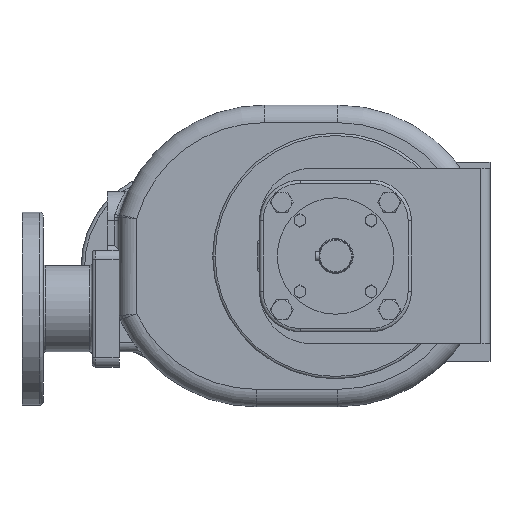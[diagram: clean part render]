
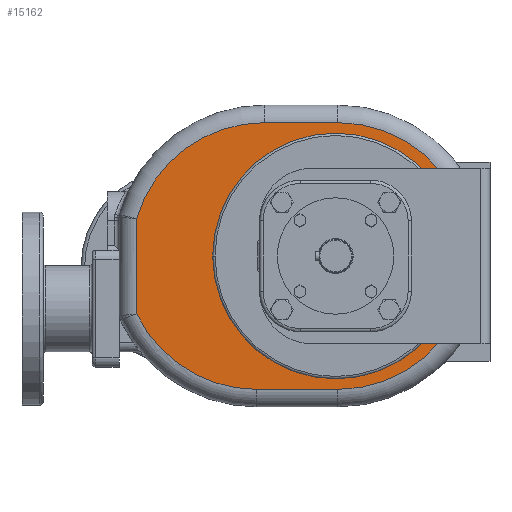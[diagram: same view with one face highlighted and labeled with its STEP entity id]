
A CAD part, left-side view. The second image highlights one B-rep face of the part: STEP entity #15162.
In plain terms, the highlighted planar face has unit normal (-1, 0, 0).
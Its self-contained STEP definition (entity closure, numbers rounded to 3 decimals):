
#1066=CARTESIAN_POINT('',(206.5,0.,0.));
#1067=DIRECTION('',(-1.,0.,0.));
#1068=DIRECTION('',(0.,0.,-1.));
#1069=AXIS2_PLACEMENT_3D('',#1066,#1067,#1068);
#1081=DIRECTION('',(0.,0.,-1.));
#1082=VECTOR('',#1081,81.441);
#1083=CARTESIAN_POINT('',(206.5,170.,32.012));
#1084=LINE('',#1083,#1082);
#1085=CARTESIAN_POINT('',(206.5,60.587,0.));
#1086=DIRECTION('',(-1.,0.,0.));
#1087=DIRECTION('',(0.,0.,1.));
#1088=AXIS2_PLACEMENT_3D('',#1085,#1086,#1087);
#1090=DIRECTION('',(0.,1.,0.));
#1091=VECTOR('',#1090,62.587);
#1092=CARTESIAN_POINT('',(206.5,-2.,114.));
#1093=LINE('',#1092,#1091);
#1094=CARTESIAN_POINT('',(206.5,-2.,0.));
#1095=DIRECTION('',(-1.,0.,0.));
#1096=DIRECTION('',(0.,0.,-1.));
#1097=AXIS2_PLACEMENT_3D('',#1094,#1095,#1096);
#1099=DIRECTION('',(0.,-1.,0.));
#1100=VECTOR('',#1099,69.273);
#1101=CARTESIAN_POINT('',(206.5,67.273,-114.));
#1102=LINE('',#1101,#1100);
#1103=CARTESIAN_POINT('',(206.5,67.273,0.));
#1104=DIRECTION('',(-1.,0.,0.));
#1105=DIRECTION('',(0.,0.901,-0.434));
#1106=AXIS2_PLACEMENT_3D('',#1103,#1104,#1105);
#4704=CARTESIAN_POINT('',(206.5,0.,0.));
#4705=DIRECTION('',(-1.,0.,0.));
#4706=DIRECTION('',(0.,0.,1.));
#4707=AXIS2_PLACEMENT_3D('',#4704,#4705,#4706);
#14089=CARTESIAN_POINT('',(206.5,170.,32.012));
#14090=CARTESIAN_POINT('',(206.5,170.,-49.428));
#14091=VERTEX_POINT('',#14089);
#14092=VERTEX_POINT('',#14090);
#14093=CARTESIAN_POINT('',(206.5,67.273,-114.));
#14094=VERTEX_POINT('',#14093);
#14099=CARTESIAN_POINT('',(206.5,-2.,-114.));
#14100=VERTEX_POINT('',#14099);
#14103=CARTESIAN_POINT('',(206.5,-2.,114.));
#14104=VERTEX_POINT('',#14103);
#14107=CARTESIAN_POINT('',(206.5,60.587,114.));
#14108=VERTEX_POINT('',#14107);
#14200=CARTESIAN_POINT('',(206.5,0.,-105.));
#14201=CARTESIAN_POINT('',(206.5,0.,105.));
#14202=VERTEX_POINT('',#14200);
#14203=VERTEX_POINT('',#14201);
#15138=CARTESIAN_POINT('',(206.5,0.,0.));
#15139=DIRECTION('',(1.,0.,0.));
#15140=DIRECTION('',(0.,0.,1.));
#15141=AXIS2_PLACEMENT_3D('',#15138,#15139,#15140);
#15142=PLANE('',#15141);
#15144=ORIENTED_EDGE('',*,*,#15143,.F.);
#15146=ORIENTED_EDGE('',*,*,#15145,.F.);
#15148=ORIENTED_EDGE('',*,*,#15147,.F.);
#15150=ORIENTED_EDGE('',*,*,#15149,.F.);
#15152=ORIENTED_EDGE('',*,*,#15151,.F.);
#15154=ORIENTED_EDGE('',*,*,#15153,.F.);
#15155=EDGE_LOOP('',(#15144,#15146,#15148,#15150,#15152,#15154));
#15156=FACE_OUTER_BOUND('',#15155,.F.);
#15157=ORIENTED_EDGE('',*,*,#15120,.T.);
#15159=ORIENTED_EDGE('',*,*,#15158,.T.);
#15160=EDGE_LOOP('',(#15157,#15159));
#15161=FACE_BOUND('',#15160,.F.);
#15162=ADVANCED_FACE('',(#15156,#15161),#15142,.F.);
#1070=CIRCLE('',#1069,105.);
#1089=CIRCLE('',#1088,114.);
#1098=CIRCLE('',#1097,114.);
#1107=CIRCLE('',#1106,114.);
#4708=CIRCLE('',#4707,105.);
#15120=EDGE_CURVE('',#14202,#14203,#1070,.T.);
#15143=EDGE_CURVE('',#14091,#14092,#1084,.T.);
#15145=EDGE_CURVE('',#14108,#14091,#1089,.T.);
#15147=EDGE_CURVE('',#14104,#14108,#1093,.T.);
#15149=EDGE_CURVE('',#14100,#14104,#1098,.T.);
#15151=EDGE_CURVE('',#14094,#14100,#1102,.T.);
#15153=EDGE_CURVE('',#14092,#14094,#1107,.T.);
#15158=EDGE_CURVE('',#14203,#14202,#4708,.T.);
